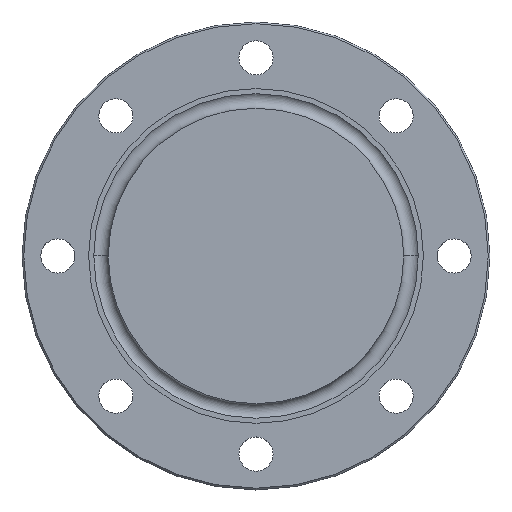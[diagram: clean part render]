
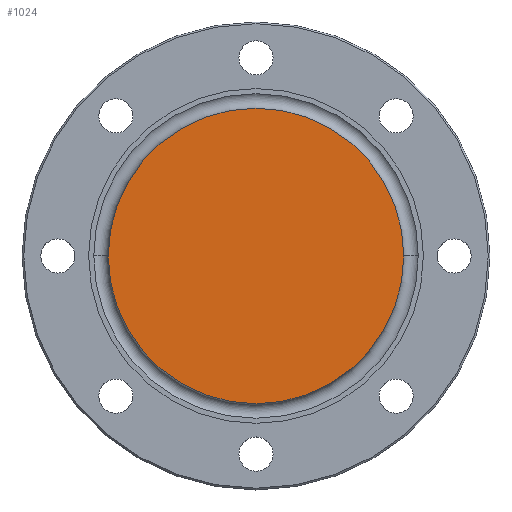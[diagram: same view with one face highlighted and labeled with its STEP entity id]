
A CAD part, top view. The second image highlights one B-rep face of the part: STEP entity #1024.
In plain terms, the highlighted planar face has unit normal (0, 0, 1).
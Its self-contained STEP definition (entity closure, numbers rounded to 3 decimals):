
#153 = DIRECTION ( 'NONE',  ( 1., 0., 0. ) ) ;
#199 = AXIS2_PLACEMENT_3D ( 'NONE', #868, #776, #153 ) ;
#274 = EDGE_CURVE ( 'NONE', #287, #325, #402, .T. ) ;
#287 = VERTEX_POINT ( 'NONE', #364 ) ;
#293 = CARTESIAN_POINT ( 'NONE',  ( 0., 0., 11.5 ) ) ;
#325 = VERTEX_POINT ( 'NONE', #1013 ) ;
#330 = EDGE_CURVE ( 'NONE', #325, #287, #389, .T. ) ;
#364 = CARTESIAN_POINT ( 'NONE',  ( -43.259, 0., 11.5 ) ) ;
#389 = CIRCLE ( 'NONE', #977, 43.259 ) ;
#402 = CIRCLE ( 'NONE', #199, 43.259 ) ;
#465 = DIRECTION ( 'NONE',  ( 0., 0., 1. ) ) ;
#469 = ORIENTED_EDGE ( 'NONE', *, *, #330, .T. ) ;
#479 = DIRECTION ( 'NONE',  ( -1., 0., 0. ) ) ;
#556 = CARTESIAN_POINT ( 'NONE',  ( 0., 43.259, 11.5 ) ) ;
#630 = AXIS2_PLACEMENT_3D ( 'NONE', #556, #886, #479 ) ;
#641 = FACE_OUTER_BOUND ( 'NONE', #862, .T. ) ;
#776 = DIRECTION ( 'NONE',  ( 0., 0., 1. ) ) ;
#853 = ORIENTED_EDGE ( 'NONE', *, *, #274, .T. ) ;
#862 = EDGE_LOOP ( 'NONE', ( #469, #853 ) ) ;
#868 = CARTESIAN_POINT ( 'NONE',  ( 0., 0., 11.5 ) ) ;
#886 = DIRECTION ( 'NONE',  ( 0., 0., -1. ) ) ;
#940 = DIRECTION ( 'NONE',  ( 1., 0., 0. ) ) ;
#962 = PLANE ( 'NONE',  #630 ) ;
#977 = AXIS2_PLACEMENT_3D ( 'NONE', #293, #465, #940 ) ;
#1013 = CARTESIAN_POINT ( 'NONE',  ( 43.259, 0., 11.5 ) ) ;
#1024 = ADVANCED_FACE ( 'NONE', ( #641 ), #962, .F. ) ;
